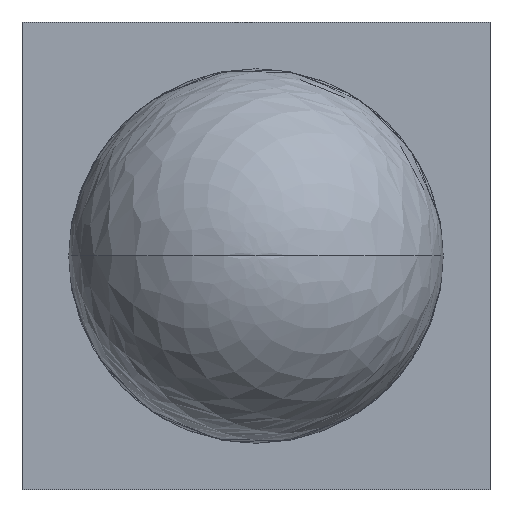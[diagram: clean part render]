
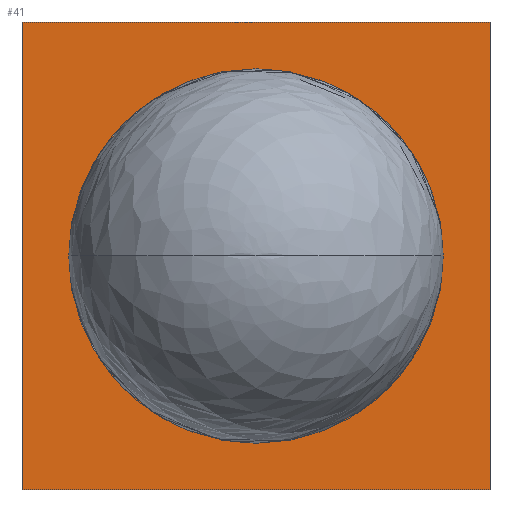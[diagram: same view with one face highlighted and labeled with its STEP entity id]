
A CAD part, top view. The second image highlights one B-rep face of the part: STEP entity #41.
In plain terms, the highlighted planar face has unit normal (0, 0, 1).
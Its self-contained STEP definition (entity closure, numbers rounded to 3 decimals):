
#19=B_SPLINE_CURVE_WITH_KNOTS('',1,(#613,#614),.UNSPECIFIED.,.F.,.F.,(2,
2),(0.,50.),.UNSPECIFIED.);
#20=B_SPLINE_CURVE_WITH_KNOTS('',1,(#615,#616),.UNSPECIFIED.,.F.,.F.,(2,
2),(0.,50.),.UNSPECIFIED.);
#21=B_SPLINE_CURVE_WITH_KNOTS('',1,(#617,#618),.UNSPECIFIED.,.F.,.F.,(2,
2),(-50.,0.),.UNSPECIFIED.);
#22=B_SPLINE_CURVE_WITH_KNOTS('',1,(#619,#620),.UNSPECIFIED.,.F.,.F.,(2,
2),(-50.,0.),.UNSPECIFIED.);
#28=PLANE('',#427);
#41=ADVANCED_FACE('',(#61),#28,.T.);
#61=FACE_OUTER_BOUND('',#81,.T.);
#81=EDGE_LOOP('',(#104,#105,#106,#107));
#104=ORIENTED_EDGE('',*,*,#184,.T.);
#105=ORIENTED_EDGE('',*,*,#185,.T.);
#106=ORIENTED_EDGE('',*,*,#186,.T.);
#107=ORIENTED_EDGE('',*,*,#187,.T.);
#184=EDGE_CURVE('',#295,#296,#19,.T.);
#185=EDGE_CURVE('',#296,#297,#20,.T.);
#186=EDGE_CURVE('',#297,#298,#21,.T.);
#187=EDGE_CURVE('',#298,#295,#22,.T.);
#295=VERTEX_POINT('',#609);
#296=VERTEX_POINT('',#610);
#297=VERTEX_POINT('',#611);
#298=VERTEX_POINT('',#612);
#427=AXIS2_PLACEMENT_3D('',#608,#474,$);
#474=DIRECTION('',(0.,0.,1.));
#608=CARTESIAN_POINT('',(-25.,-25.,0.));
#609=CARTESIAN_POINT('',(-25.,-25.,0.));
#610=CARTESIAN_POINT('',(25.,-25.,0.));
#611=CARTESIAN_POINT('',(25.,25.,0.));
#612=CARTESIAN_POINT('',(-25.,25.,0.));
#613=CARTESIAN_POINT('',(-25.,-25.,0.));
#614=CARTESIAN_POINT('',(25.,-25.,0.));
#615=CARTESIAN_POINT('',(25.,-25.,0.));
#616=CARTESIAN_POINT('',(25.,25.,0.));
#617=CARTESIAN_POINT('',(25.,25.,0.));
#618=CARTESIAN_POINT('',(-25.,25.,0.));
#619=CARTESIAN_POINT('',(-25.,25.,0.));
#620=CARTESIAN_POINT('',(-25.,-25.,0.));
